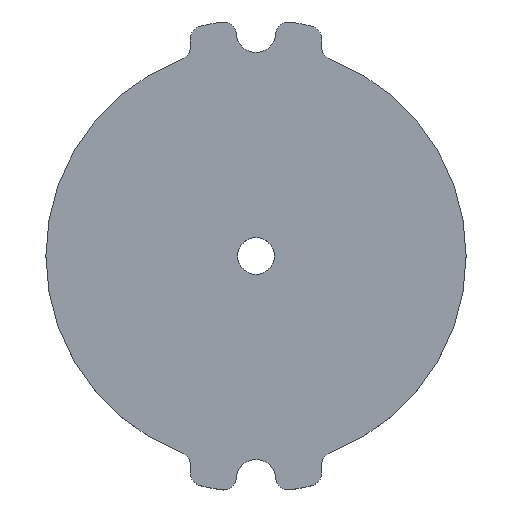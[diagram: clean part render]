
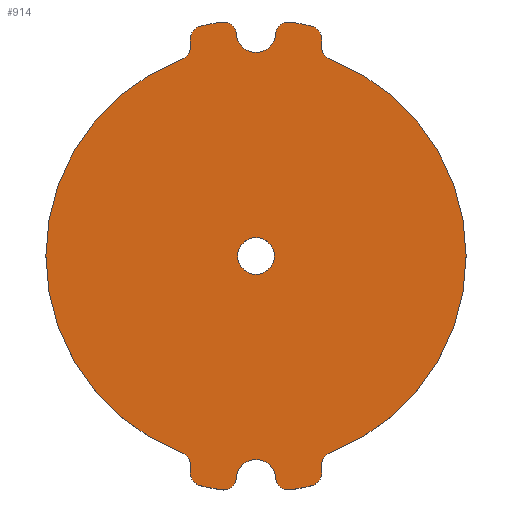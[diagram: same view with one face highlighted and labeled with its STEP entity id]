
A CAD part, top view. The second image highlights one B-rep face of the part: STEP entity #914.
In plain terms, the highlighted planar face has unit normal (0, 0, 1).
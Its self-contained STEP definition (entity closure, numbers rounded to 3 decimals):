
#73=CARTESIAN_POINT('',(1.4,0.,3.0));
#74=VERTEX_POINT('',#73);
#75=CARTESIAN_POINT('',(0.0,0.0,3.0));
#76=DIRECTION('',(0.0,0.0,-1.0));
#77=DIRECTION('',(-1.0,0.0,0.0));
#78=AXIS2_PLACEMENT_3D('',#75,#76,#77);
#79=CIRCLE('',#78,1.4);
#80=EDGE_CURVE('',#74,#74,#79,.T.);
#111=CARTESIAN_POINT('',(-5.,15.906,3.0));
#112=VERTEX_POINT('',#111);
#119=CARTESIAN_POINT('',(-5.,16.523,3.0));
#120=VERTEX_POINT('',#119);
#121=CARTESIAN_POINT('',(-5.,16.523,3.0));
#122=DIRECTION('',(0.0,-1.0,0.0));
#123=VECTOR('',#122,0.617);
#124=LINE('',#121,#123);
#125=EDGE_CURVE('',#120,#112,#124,.T.);
#151=CARTESIAN_POINT('',(-4.235,17.495,3.0));
#152=VERTEX_POINT('',#151);
#153=CARTESIAN_POINT('',(-4.,16.523,3.0));
#154=DIRECTION('',(0.0,0.0,1.0));
#155=DIRECTION('',(-0.235,0.972,0.0));
#156=AXIS2_PLACEMENT_3D('',#153,#154,#155);
#157=CIRCLE('',#156,1.);
#158=EDGE_CURVE('',#152,#120,#157,.T.);
#184=CARTESIAN_POINT('',(-2.64,17.805,3.0));
#185=VERTEX_POINT('',#184);
#186=CARTESIAN_POINT('',(0.0,0.0,3.0));
#187=DIRECTION('',(0.0,0.0,1.0));
#188=DIRECTION('',(-0.147,0.989,0.0));
#189=AXIS2_PLACEMENT_3D('',#186,#187,#188);
#190=CIRCLE('',#189,18.0);
#191=EDGE_CURVE('',#185,#152,#190,.T.);
#217=CARTESIAN_POINT('',(-1.496,16.89,3.0));
#218=VERTEX_POINT('',#217);
#219=CARTESIAN_POINT('',(-2.493,16.816,3.0));
#220=DIRECTION('',(0.0,0.0,1.0));
#221=DIRECTION('',(0.997,0.074,0.0));
#222=AXIS2_PLACEMENT_3D('',#219,#220,#221);
#223=CIRCLE('',#222,1.);
#224=EDGE_CURVE('',#218,#185,#223,.T.);
#250=CARTESIAN_POINT('',(1.496,16.89,3.0));
#251=VERTEX_POINT('',#250);
#252=CARTESIAN_POINT('',(0.0,17.0,3.0));
#253=DIRECTION('',(0.0,0.0,-1.0));
#254=DIRECTION('',(0.997,0.074,0.0));
#255=AXIS2_PLACEMENT_3D('',#252,#253,#254);
#256=CIRCLE('',#255,1.5);
#257=EDGE_CURVE('',#251,#218,#256,.T.);
#283=CARTESIAN_POINT('',(2.64,17.805,3.0));
#284=VERTEX_POINT('',#283);
#285=CARTESIAN_POINT('',(2.493,16.816,3.0));
#286=DIRECTION('',(0.0,0.0,1.0));
#287=DIRECTION('',(0.147,0.989,0.0));
#288=AXIS2_PLACEMENT_3D('',#285,#286,#287);
#289=CIRCLE('',#288,1.);
#290=EDGE_CURVE('',#284,#251,#289,.T.);
#316=CARTESIAN_POINT('',(4.235,17.495,3.0));
#317=VERTEX_POINT('',#316);
#318=CARTESIAN_POINT('',(0.0,0.0,3.0));
#319=DIRECTION('',(0.0,0.0,1.0));
#320=DIRECTION('',(0.235,0.972,0.0));
#321=AXIS2_PLACEMENT_3D('',#318,#319,#320);
#322=CIRCLE('',#321,18.);
#323=EDGE_CURVE('',#317,#284,#322,.T.);
#349=CARTESIAN_POINT('',(5.,16.523,3.0));
#350=VERTEX_POINT('',#349);
#351=CARTESIAN_POINT('',(4.,16.523,3.0));
#352=DIRECTION('',(0.0,0.0,1.0));
#353=DIRECTION('',(1.0,0.0,0.0));
#354=AXIS2_PLACEMENT_3D('',#351,#352,#353);
#355=CIRCLE('',#354,1.);
#356=EDGE_CURVE('',#350,#317,#355,.T.);
#381=CARTESIAN_POINT('',(5.,15.906,3.0));
#382=VERTEX_POINT('',#381);
#383=CARTESIAN_POINT('',(5.,15.906,3.0));
#384=DIRECTION('',(0.0,1.0,0.0));
#385=VECTOR('',#384,0.617);
#386=LINE('',#383,#385);
#387=EDGE_CURVE('',#382,#350,#386,.T.);
#413=CARTESIAN_POINT('',(5.647,14.97,3.0));
#414=VERTEX_POINT('',#413);
#415=CARTESIAN_POINT('',(6.,15.906,3.0));
#416=DIRECTION('',(0.0,0.0,-1.0));
#417=DIRECTION('',(1.0,0.0,0.0));
#418=AXIS2_PLACEMENT_3D('',#415,#416,#417);
#419=CIRCLE('',#418,1.);
#420=EDGE_CURVE('',#414,#382,#419,.T.);
#446=CARTESIAN_POINT('',(5.647,-14.97,3.0));
#447=VERTEX_POINT('',#446);
#448=CARTESIAN_POINT('',(0.0,0.0,3.0));
#449=DIRECTION('',(0.0,0.0,1.0));
#450=DIRECTION('',(0.353,-0.936,0.0));
#451=AXIS2_PLACEMENT_3D('',#448,#449,#450);
#452=CIRCLE('',#451,16.0);
#453=EDGE_CURVE('',#447,#414,#452,.T.);
#479=CARTESIAN_POINT('',(5.,-15.906,3.0));
#480=VERTEX_POINT('',#479);
#481=CARTESIAN_POINT('',(6.,-15.906,3.0));
#482=DIRECTION('',(0.0,0.0,-1.0));
#483=DIRECTION('',(0.353,-0.936,0.0));
#484=AXIS2_PLACEMENT_3D('',#481,#482,#483);
#485=CIRCLE('',#484,1.);
#486=EDGE_CURVE('',#480,#447,#485,.T.);
#511=CARTESIAN_POINT('',(5.,-16.523,3.0));
#512=VERTEX_POINT('',#511);
#513=CARTESIAN_POINT('',(5.0,-16.523,3.0));
#514=DIRECTION('',(0.0,1.0,0.0));
#515=VECTOR('',#514,0.617);
#516=LINE('',#513,#515);
#517=EDGE_CURVE('',#512,#480,#516,.T.);
#543=CARTESIAN_POINT('',(4.235,-17.495,3.0));
#544=VERTEX_POINT('',#543);
#545=CARTESIAN_POINT('',(4.,-16.523,3.0));
#546=DIRECTION('',(0.0,0.0,1.0));
#547=DIRECTION('',(0.235,-0.972,0.0));
#548=AXIS2_PLACEMENT_3D('',#545,#546,#547);
#549=CIRCLE('',#548,1.);
#550=EDGE_CURVE('',#544,#512,#549,.T.);
#576=CARTESIAN_POINT('',(2.64,-17.805,3.0));
#577=VERTEX_POINT('',#576);
#578=CARTESIAN_POINT('',(0.0,0.0,3.0));
#579=DIRECTION('',(0.0,0.0,1.0));
#580=DIRECTION('',(0.147,-0.989,0.0));
#581=AXIS2_PLACEMENT_3D('',#578,#579,#580);
#582=CIRCLE('',#581,18.0);
#583=EDGE_CURVE('',#577,#544,#582,.T.);
#609=CARTESIAN_POINT('',(1.496,-16.89,3.0));
#610=VERTEX_POINT('',#609);
#611=CARTESIAN_POINT('',(2.493,-16.816,3.0));
#612=DIRECTION('',(0.0,0.0,1.0));
#613=DIRECTION('',(-0.997,-0.074,0.0));
#614=AXIS2_PLACEMENT_3D('',#611,#612,#613);
#615=CIRCLE('',#614,1.);
#616=EDGE_CURVE('',#610,#577,#615,.T.);
#642=CARTESIAN_POINT('',(-1.496,-16.89,3.0));
#643=VERTEX_POINT('',#642);
#644=CARTESIAN_POINT('',(0.0,-17.0,3.0));
#645=DIRECTION('',(0.0,0.0,-1.0));
#646=DIRECTION('',(-0.997,-0.074,0.0));
#647=AXIS2_PLACEMENT_3D('',#644,#645,#646);
#648=CIRCLE('',#647,1.5);
#649=EDGE_CURVE('',#643,#610,#648,.T.);
#675=CARTESIAN_POINT('',(-2.64,-17.805,3.0));
#676=VERTEX_POINT('',#675);
#677=CARTESIAN_POINT('',(-2.493,-16.816,3.0));
#678=DIRECTION('',(0.0,0.0,1.0));
#679=DIRECTION('',(-0.147,-0.989,0.0));
#680=AXIS2_PLACEMENT_3D('',#677,#678,#679);
#681=CIRCLE('',#680,1.);
#682=EDGE_CURVE('',#676,#643,#681,.T.);
#708=CARTESIAN_POINT('',(-4.235,-17.495,3.0));
#709=VERTEX_POINT('',#708);
#710=CARTESIAN_POINT('',(0.0,0.0,3.0));
#711=DIRECTION('',(0.0,0.0,1.0));
#712=DIRECTION('',(-0.235,-0.972,0.0));
#713=AXIS2_PLACEMENT_3D('',#710,#711,#712);
#714=CIRCLE('',#713,18.);
#715=EDGE_CURVE('',#709,#676,#714,.T.);
#741=CARTESIAN_POINT('',(-5.,-16.523,3.0));
#742=VERTEX_POINT('',#741);
#743=CARTESIAN_POINT('',(-4.,-16.523,3.0));
#744=DIRECTION('',(0.0,0.0,1.0));
#745=DIRECTION('',(-1.0,0.0,0.0));
#746=AXIS2_PLACEMENT_3D('',#743,#744,#745);
#747=CIRCLE('',#746,1.);
#748=EDGE_CURVE('',#742,#709,#747,.T.);
#773=CARTESIAN_POINT('',(-5.,-15.906,3.0));
#774=VERTEX_POINT('',#773);
#775=CARTESIAN_POINT('',(-5.,-15.906,3.0));
#776=DIRECTION('',(0.0,-1.0,0.0));
#777=VECTOR('',#776,0.617);
#778=LINE('',#775,#777);
#779=EDGE_CURVE('',#774,#742,#778,.T.);
#805=CARTESIAN_POINT('',(-5.647,-14.97,3.0));
#806=VERTEX_POINT('',#805);
#807=CARTESIAN_POINT('',(-6.,-15.906,3.0));
#808=DIRECTION('',(0.0,0.0,-1.0));
#809=DIRECTION('',(-1.0,0.0,0.0));
#810=AXIS2_PLACEMENT_3D('',#807,#808,#809);
#811=CIRCLE('',#810,1.);
#812=EDGE_CURVE('',#806,#774,#811,.T.);
#838=CARTESIAN_POINT('',(-5.647,14.97,3.0));
#839=VERTEX_POINT('',#838);
#840=CARTESIAN_POINT('',(0.0,0.0,3.0));
#841=DIRECTION('',(0.0,0.0,1.0));
#842=DIRECTION('',(-0.353,0.936,0.0));
#843=AXIS2_PLACEMENT_3D('',#840,#841,#842);
#844=CIRCLE('',#843,16.0);
#845=EDGE_CURVE('',#839,#806,#844,.T.);
#869=CARTESIAN_POINT('',(-6.,15.906,3.0));
#870=DIRECTION('',(0.0,0.0,-1.0));
#871=DIRECTION('',(-0.353,0.936,0.0));
#872=AXIS2_PLACEMENT_3D('',#869,#870,#871);
#873=CIRCLE('',#872,1.);
#874=EDGE_CURVE('',#112,#839,#873,.T.);
#880=CARTESIAN_POINT('',(0.,0.,3.0));
#881=DIRECTION('',(0.0,0.0,1.0));
#882=DIRECTION('',(1.0,0.0,0.0));
#883=AXIS2_PLACEMENT_3D('',#880,#881,#882);
#884=PLANE('',#883);
#885=ORIENTED_EDGE('',*,*,#874,.T.);
#886=ORIENTED_EDGE('',*,*,#845,.T.);
#887=ORIENTED_EDGE('',*,*,#812,.T.);
#888=ORIENTED_EDGE('',*,*,#779,.T.);
#889=ORIENTED_EDGE('',*,*,#748,.T.);
#890=ORIENTED_EDGE('',*,*,#715,.T.);
#891=ORIENTED_EDGE('',*,*,#682,.T.);
#892=ORIENTED_EDGE('',*,*,#649,.T.);
#893=ORIENTED_EDGE('',*,*,#616,.T.);
#894=ORIENTED_EDGE('',*,*,#583,.T.);
#895=ORIENTED_EDGE('',*,*,#550,.T.);
#896=ORIENTED_EDGE('',*,*,#517,.T.);
#897=ORIENTED_EDGE('',*,*,#486,.T.);
#898=ORIENTED_EDGE('',*,*,#453,.T.);
#899=ORIENTED_EDGE('',*,*,#420,.T.);
#900=ORIENTED_EDGE('',*,*,#387,.T.);
#901=ORIENTED_EDGE('',*,*,#356,.T.);
#902=ORIENTED_EDGE('',*,*,#323,.T.);
#903=ORIENTED_EDGE('',*,*,#290,.T.);
#904=ORIENTED_EDGE('',*,*,#257,.T.);
#905=ORIENTED_EDGE('',*,*,#224,.T.);
#906=ORIENTED_EDGE('',*,*,#191,.T.);
#907=ORIENTED_EDGE('',*,*,#158,.T.);
#908=ORIENTED_EDGE('',*,*,#125,.T.);
#909=EDGE_LOOP('',(#885,#886,#887,#888,#889,#890,#891,#892,#893,#894,#895,#896,#897,#898,#899,#900,#901,#902,#903,#904,#905,#906,#907,#908));
#910=FACE_OUTER_BOUND('',#909,.T.);
#911=ORIENTED_EDGE('',*,*,#80,.T.);
#912=EDGE_LOOP('',(#911));
#913=FACE_BOUND('',#912,.T.);
#914=ADVANCED_FACE('',(#910,#913),#884,.T.);
